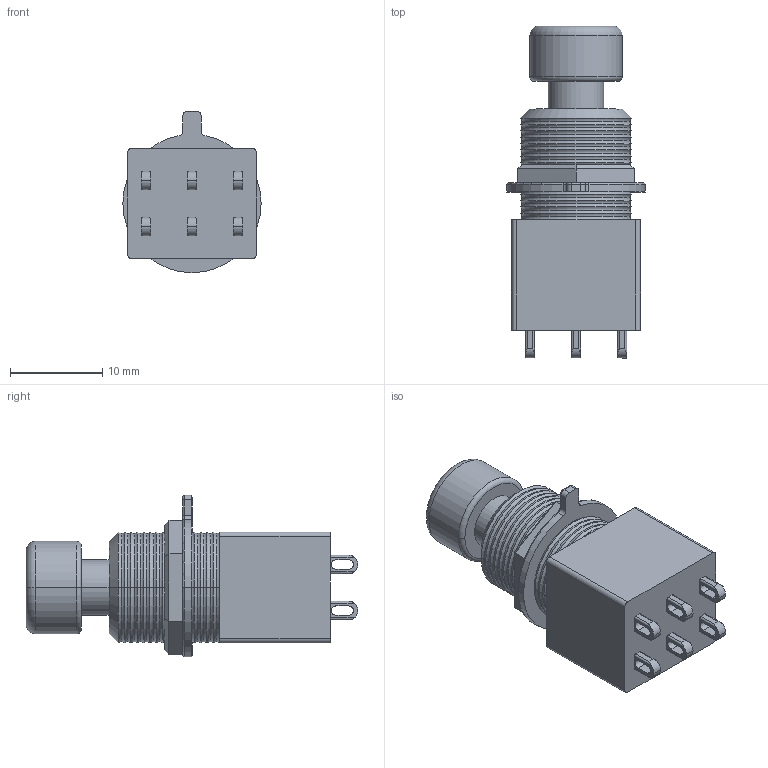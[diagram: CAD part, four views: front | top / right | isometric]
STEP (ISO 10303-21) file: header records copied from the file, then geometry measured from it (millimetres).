
FILE_DESCRIPTION (( 'STEP AP214' ), '1' );
FILE_NAME ('switch.STEP', '2016-05-31T16:31:26', ( '' ), ( '' ), 'SwSTEP 2.0', 'SolidWorks 2015', '' );
FILE_SCHEMA (( 'AUTOMOTIVE_DESIGN' ));
Length unit declared in the file: millimetre
Products named in the file (1): switch
Bounding box: 15 x 36 x 17.5 mm (x, y, z)
Volume: 4005.2 mm3; surface area: 1990 mm2
Topology: 1 solids, 1 shells, 206 faces, 507 edges, 312 vertices
Faces by surface type: plane 73, cylinder 72, torus 59, cone 2
Entity records: 6322 total; most frequent: CARTESIAN_POINT 1178, DIRECTION 1141, ORIENTED_EDGE 1014, EDGE_CURVE 507, AXIS2_PLACEMENT_3D 459, VERTEX_POINT 312, CIRCLE 252, EDGE_LOOP 227
